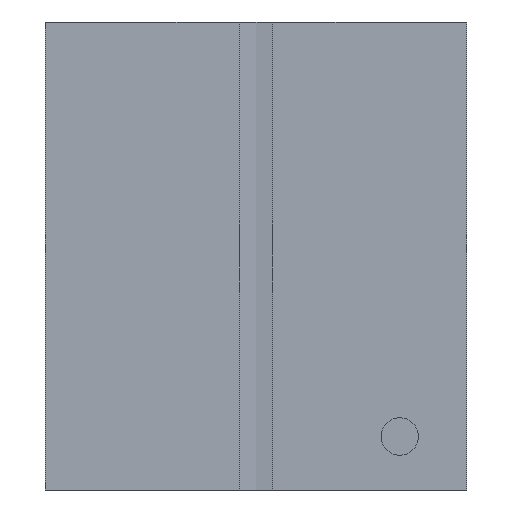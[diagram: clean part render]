
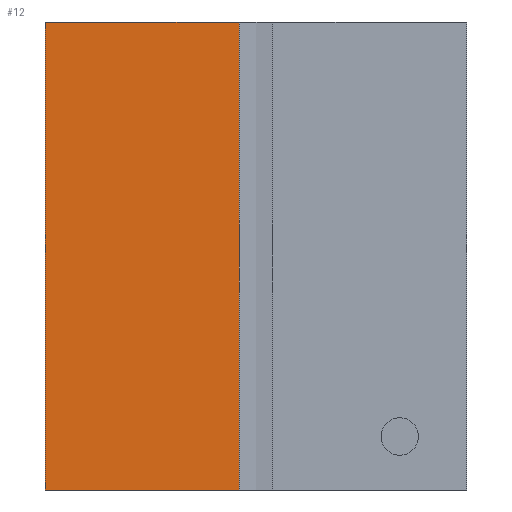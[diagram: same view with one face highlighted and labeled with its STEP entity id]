
A CAD part, front view. The second image highlights one B-rep face of the part: STEP entity #12.
In plain terms, the highlighted planar face has unit normal (0, -1, 0).
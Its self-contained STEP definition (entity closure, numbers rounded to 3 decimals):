
#12 = ADVANCED_FACE ( 'NONE', ( #853 ), #575, .T. ) ;
#27 = VECTOR ( 'NONE', #1478, 1000. ) ;
#28 = VERTEX_POINT ( 'NONE', #1620 ) ;
#59 = CARTESIAN_POINT ( 'NONE',  ( 30.415, -555., 0. ) ) ;
#79 = DIRECTION ( 'NONE',  ( 0., 0., 1. ) ) ;
#88 = ORIENTED_EDGE ( 'NONE', *, *, #1343, .T. ) ;
#222 = DIRECTION ( 'NONE',  ( 1., 0., 0. ) ) ;
#258 = LINE ( 'NONE', #1926, #27 ) ;
#361 = AXIS2_PLACEMENT_3D ( 'NONE', #1028, #1014, #870 ) ;
#427 = EDGE_CURVE ( 'NONE', #1521, #1911, #927, .T. ) ;
#539 = CARTESIAN_POINT ( 'NONE',  ( 44.915, -555., -35. ) ) ;
#575 = PLANE ( 'NONE',  #361 ) ;
#643 = CARTESIAN_POINT ( 'NONE',  ( 30.415, -555., -35. ) ) ;
#685 = VECTOR ( 'NONE', #222, 1000. ) ;
#717 = CARTESIAN_POINT ( 'NONE',  ( 30.415, -555., -35. ) ) ;
#727 = LINE ( 'NONE', #539, #1058 ) ;
#810 = CARTESIAN_POINT ( 'NONE',  ( 30.415, -555., -35. ) ) ;
#849 = ORIENTED_EDGE ( 'NONE', *, *, #1188, .F. ) ;
#853 = FACE_OUTER_BOUND ( 'NONE', #866, .T. ) ;
#855 = DIRECTION ( 'NONE',  ( 0., 0., 1. ) ) ;
#866 = EDGE_LOOP ( 'NONE', ( #849, #1386, #88, #1653 ) ) ;
#870 = DIRECTION ( 'NONE',  ( 0., 0., -1. ) ) ;
#927 = LINE ( 'NONE', #810, #1855 ) ;
#961 = CARTESIAN_POINT ( 'NONE',  ( 44.915, -555., -35. ) ) ;
#1014 = DIRECTION ( 'NONE',  ( 0., -1., 0. ) ) ;
#1028 = CARTESIAN_POINT ( 'NONE',  ( 30.415, -555., -35. ) ) ;
#1058 = VECTOR ( 'NONE', #79, 1000. ) ;
#1063 = LINE ( 'NONE', #643, #685 ) ;
#1188 = EDGE_CURVE ( 'NONE', #1911, #28, #258, .T. ) ;
#1343 = EDGE_CURVE ( 'NONE', #1521, #1746, #1063, .T. ) ;
#1386 = ORIENTED_EDGE ( 'NONE', *, *, #427, .F. ) ;
#1478 = DIRECTION ( 'NONE',  ( 1., 0., 0. ) ) ;
#1521 = VERTEX_POINT ( 'NONE', #717 ) ;
#1620 = CARTESIAN_POINT ( 'NONE',  ( 44.915, -555., 0. ) ) ;
#1653 = ORIENTED_EDGE ( 'NONE', *, *, #1857, .T. ) ;
#1746 = VERTEX_POINT ( 'NONE', #961 ) ;
#1855 = VECTOR ( 'NONE', #855, 1000. ) ;
#1857 = EDGE_CURVE ( 'NONE', #1746, #28, #727, .T. ) ;
#1911 = VERTEX_POINT ( 'NONE', #59 ) ;
#1926 = CARTESIAN_POINT ( 'NONE',  ( 30.415, -555., 0. ) ) ;
